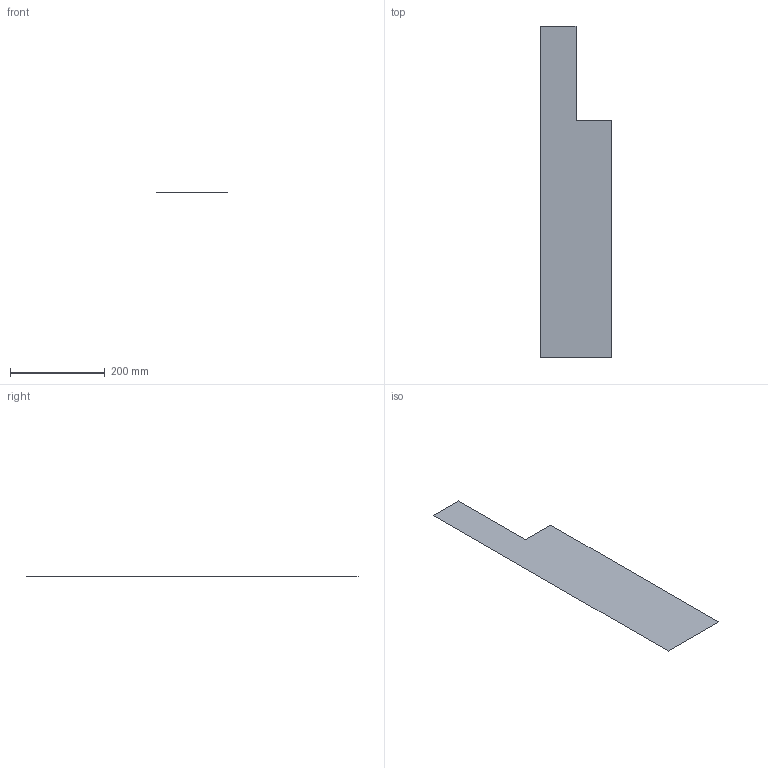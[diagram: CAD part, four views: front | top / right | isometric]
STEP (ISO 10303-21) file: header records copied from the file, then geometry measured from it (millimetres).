
FILE_DESCRIPTION( ( 'STEP Version 203' ), '1' );
FILE_NAME( 'Symmentry.stp', '12/02/25 16:10:48', ( 'kirth' ), ( ' ' ), 'PSStep 21.0.47', 'DesignModeler STEP Output', ' ' );
FILE_SCHEMA( ( 'CONFIG_CONTROL_DESIGN' ) );
Length unit declared in the file: metre
Products named in the file (1): 1
Bounding box: 150 x 700 x 0 mm (x, y, z)
Surface area: 90000 mm2 (no closed solid volume)
Topology: 0 solids, 1 shells, 1 faces, 6 edges, 6 vertices
Faces by surface type: plane 1
Entity records: 108 total; most frequent: CARTESIAN_POINT 14, DIRECTION 10, ORIENTED_EDGE 6, EDGE_CURVE 6, VERTEX_POINT 6, LINE 6, VECTOR 6, CC_DESIGN_PERSON_AND_ORGANIZATION_ASSIGNMENT 5
